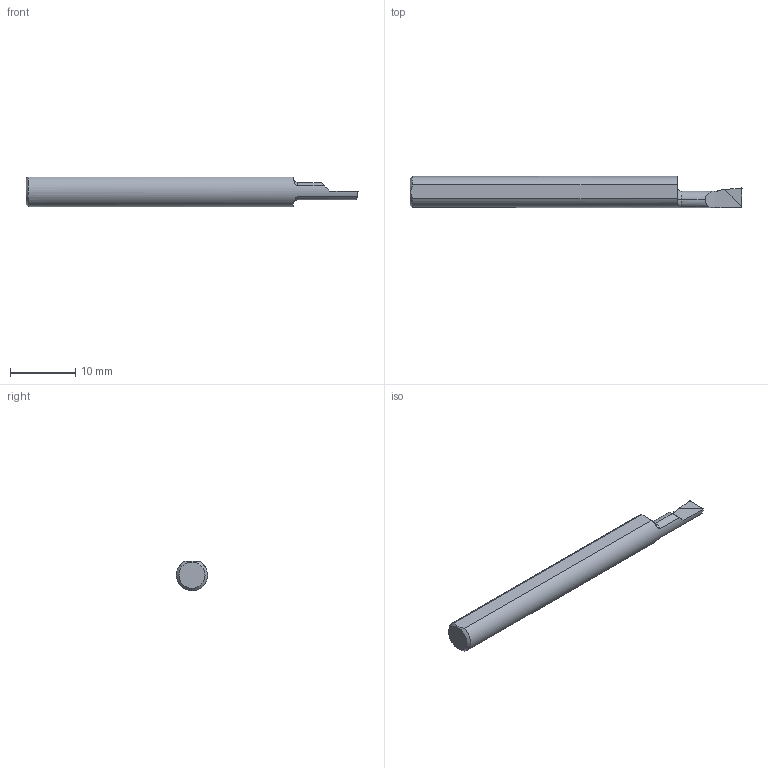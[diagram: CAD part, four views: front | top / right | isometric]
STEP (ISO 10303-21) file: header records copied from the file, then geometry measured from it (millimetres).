
FILE_DESCRIPTION (( 'STEP AP203' ), '1' );
FILE_NAME ('226265-CBN-B120350.STEP', '2024-04-29T17:03:43', ( '' ), ( '' ), 'SwSTEP 2.0', 'SolidWorks 2022', '' );
FILE_SCHEMA (( 'CONFIG_CONTROL_DESIGN' ));
Length unit declared in the file: inch
Products named in the file (3): 226265-CBN-B120350; CBN-B120_B120350; CBN-B120 INSERT_B140 INSERT
Assembly tree (2 placements, depth 2):
  226265-CBN-B120350
    CBN-B120_B120350
    CBN-B120 INSERT_B140 INSERT
Bounding box: 50.79 x 4.75 x 4.5 mm (x, y, z)
Volume: 751.1 mm3; surface area: 728.4 mm2
Topology: 3 solids, 3 shells, 37 faces, 90 edges, 59 vertices
Faces by surface type: plane 26, cylinder 6, torus 3, cone 2
Entity records: 1409 total; most frequent: CARTESIAN_POINT 257, ORIENTED_EDGE 180, DIRECTION 176, EDGE_CURVE 90, AXIS2_PLACEMENT_3D 60, VERTEX_POINT 59, VECTOR 56, LINE 56
